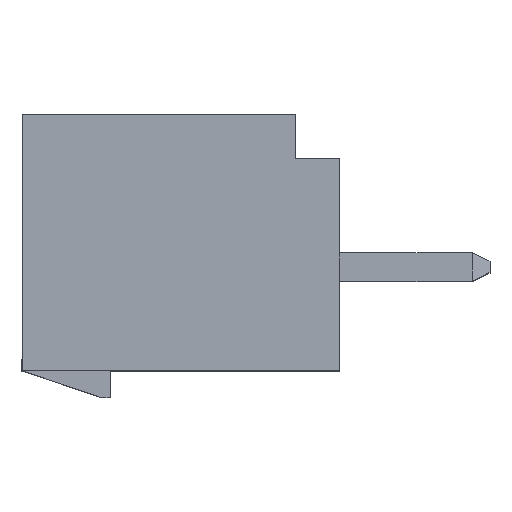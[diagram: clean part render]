
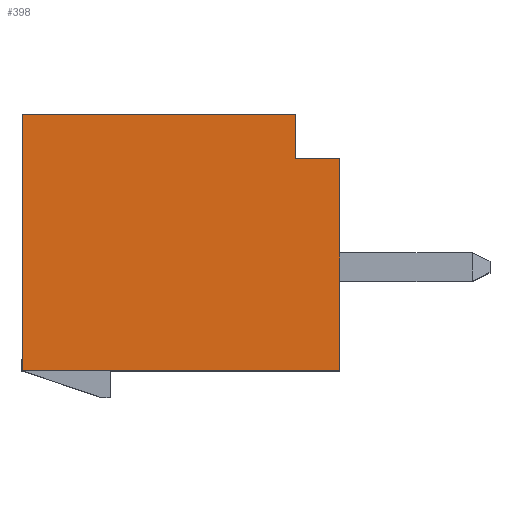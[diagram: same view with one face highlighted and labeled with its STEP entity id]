
A CAD part, top view. The second image highlights one B-rep face of the part: STEP entity #398.
In plain terms, the highlighted planar face has unit normal (0, 0, 1).
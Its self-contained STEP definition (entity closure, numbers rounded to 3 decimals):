
#40 = LINE ( 'NONE', #1817, #2039 ) ;
#51 = VERTEX_POINT ( 'NONE', #4852 ) ;
#64 = CARTESIAN_POINT ( 'NONE',  ( -8.154, 3.046, 13.75 ) ) ;
#303 = DIRECTION ( 'NONE',  ( 1., 0., 0. ) ) ;
#390 = CARTESIAN_POINT ( 'NONE',  ( -8.154, -2.754, 13.75 ) ) ;
#398 = ADVANCED_FACE ( 'NONE', ( #1191 ), #2532, .T. ) ;
#443 = VERTEX_POINT ( 'NONE', #5079 ) ;
#585 = DIRECTION ( 'NONE',  ( -1., 0., 0. ) ) ;
#589 = DIRECTION ( 'NONE',  ( 0., 1., 0. ) ) ;
#642 = CARTESIAN_POINT ( 'NONE',  ( -8.154, -2.754, 13.75 ) ) ;
#850 = VECTOR ( 'NONE', #589, 1000. ) ;
#889 = ORIENTED_EDGE ( 'NONE', *, *, #1534, .T. ) ;
#1002 = EDGE_LOOP ( 'NONE', ( #3876, #3619, #889, #2332, #4943, #3016 ) ) ;
#1191 = FACE_OUTER_BOUND ( 'NONE', #1002, .T. ) ;
#1452 = DIRECTION ( 'NONE',  ( 0., -1., 0. ) ) ;
#1534 = EDGE_CURVE ( 'NONE', #4805, #2700, #5543, .T. ) ;
#1807 = CARTESIAN_POINT ( 'NONE',  ( -9.154, 2.046, 13.75 ) ) ;
#1817 = CARTESIAN_POINT ( 'NONE',  ( -9.154, 3.046, 13.75 ) ) ;
#1838 = VECTOR ( 'NONE', #3300, 1000. ) ;
#2039 = VECTOR ( 'NONE', #1452, 1000. ) ;
#2136 = VECTOR ( 'NONE', #3606, 1000. ) ;
#2332 = ORIENTED_EDGE ( 'NONE', *, *, #2448, .F. ) ;
#2366 = CARTESIAN_POINT ( 'NONE',  ( -8.154, 2.046, 13.75 ) ) ;
#2448 = EDGE_CURVE ( 'NONE', #3467, #2700, #4643, .T. ) ;
#2532 = PLANE ( 'NONE',  #3014 ) ;
#2700 = VERTEX_POINT ( 'NONE', #2366 ) ;
#2724 = VERTEX_POINT ( 'NONE', #3786 ) ;
#2770 = CARTESIAN_POINT ( 'NONE',  ( -8.154, -3.354, 13.75 ) ) ;
#2851 = LINE ( 'NONE', #642, #5518 ) ;
#3014 = AXIS2_PLACEMENT_3D ( 'NONE', #5377, #4277, #303 ) ;
#3016 = ORIENTED_EDGE ( 'NONE', *, *, #4589, .T. ) ;
#3050 = EDGE_CURVE ( 'NONE', #4805, #51, #2851, .T. ) ;
#3162 = CARTESIAN_POINT ( 'NONE',  ( -15.354, -3.354, 13.75 ) ) ;
#3300 = DIRECTION ( 'NONE',  ( 1., 0., 0. ) ) ;
#3467 = VERTEX_POINT ( 'NONE', #1807 ) ;
#3606 = DIRECTION ( 'NONE',  ( -1., 0., 0. ) ) ;
#3619 = ORIENTED_EDGE ( 'NONE', *, *, #3050, .F. ) ;
#3666 = LINE ( 'NONE', #3162, #5227 ) ;
#3786 = CARTESIAN_POINT ( 'NONE',  ( -9.154, 3.046, 13.75 ) ) ;
#3876 = ORIENTED_EDGE ( 'NONE', *, *, #4842, .F. ) ;
#4052 = DIRECTION ( 'NONE',  ( 0., 1., 0. ) ) ;
#4277 = DIRECTION ( 'NONE',  ( 0., 0., 1. ) ) ;
#4304 = EDGE_CURVE ( 'NONE', #2724, #3467, #40, .T. ) ;
#4589 = EDGE_CURVE ( 'NONE', #2724, #443, #4892, .T. ) ;
#4643 = LINE ( 'NONE', #4670, #1838 ) ;
#4670 = CARTESIAN_POINT ( 'NONE',  ( -8.154, 2.046, 13.75 ) ) ;
#4805 = VERTEX_POINT ( 'NONE', #390 ) ;
#4842 = EDGE_CURVE ( 'NONE', #51, #443, #3666, .T. ) ;
#4852 = CARTESIAN_POINT ( 'NONE',  ( -15.354, -2.754, 13.75 ) ) ;
#4892 = LINE ( 'NONE', #64, #2136 ) ;
#4943 = ORIENTED_EDGE ( 'NONE', *, *, #4304, .F. ) ;
#5079 = CARTESIAN_POINT ( 'NONE',  ( -15.354, 3.046, 13.75 ) ) ;
#5227 = VECTOR ( 'NONE', #4052, 1000. ) ;
#5377 = CARTESIAN_POINT ( 'NONE',  ( -8.154, -3.354, 13.75 ) ) ;
#5518 = VECTOR ( 'NONE', #585, 1000. ) ;
#5543 = LINE ( 'NONE', #2770, #850 ) ;
